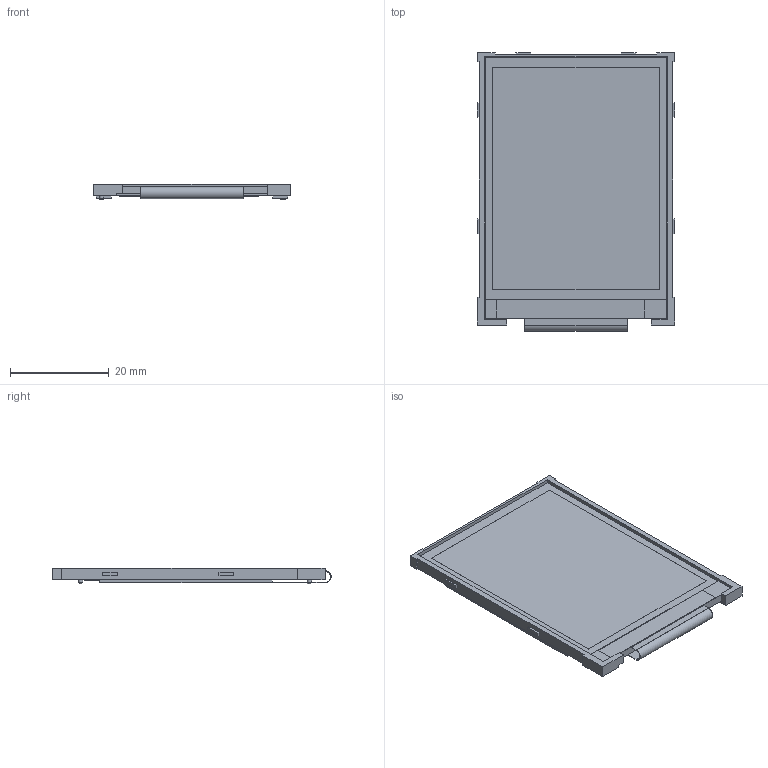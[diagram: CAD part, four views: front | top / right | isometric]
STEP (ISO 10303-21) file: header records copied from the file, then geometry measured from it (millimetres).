
FILE_DESCRIPTION(/* description */ ('Unknown'),/* implementation_level */ '2;1');
FILE_NAME(/* name */ '2.2 TFT ILI9341 - Flush',/* time_stamp */ '2024-09-23T00:28:13-04:00',/* author */ ('Unknown'),/* organization */ ('Unknown'),/* preprocessor_version */ 'ST-DEVELOPER v16.7',/* originating_system */ 'Solid Edge',/* authorisation */ 'Unknown');
FILE_SCHEMA (('AUTOMOTIVE_DESIGN {1 0 10303 214 3 1 1}'));
Length unit declared in the file: millimetre
Products named in the file (1): 2.2 TFT ILI9341 - Flush
Bounding box: 40.03 x 56.47 x 3.22 mm (x, y, z)
Volume: 4033.9 mm3; surface area: 6149 mm2
Topology: 1 solids, 21 shells, 585 faces, 1481 edges, 986 vertices
Faces by surface type: plane 467, bspline 104, cylinder 12, torus 2
Full cylindrical faces by diameter (mm): 0.9 x2, 1 x2
Entity records: 25390 total; most frequent: CARTESIAN_POINT 8819, ORIENTED_EDGE 2926, DIRECTION 1779, EDGE_CURVE 1463, VERTEX_POINT 984, LINE 763, VECTOR 763, B_SPLINE_CURVE_WITH_KNOTS 674
